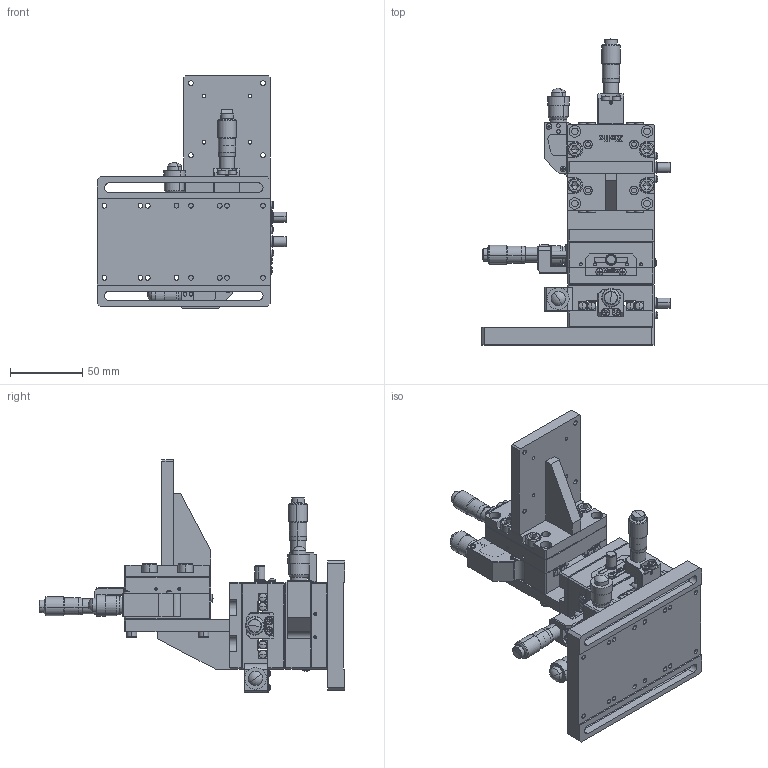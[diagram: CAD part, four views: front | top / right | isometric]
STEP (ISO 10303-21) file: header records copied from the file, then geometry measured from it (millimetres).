
FILE_DESCRIPTION (( 'STEP AP214' ), '1' );
FILE_NAME ('UFP3C-L.STEP', '2020-12-02T07:20:44', ( '' ), ( '' ), 'SwSTEP 2.0', 'SolidWorks 2017', '' );
FILE_SCHEMA (( 'AUTOMOTIVE_DESIGN' ));
Length unit declared in the file: millimetre
Products named in the file (1): UFP3C-L
Bounding box: 131.5 x 212.13 x 161 mm (x, y, z)
Surface area: 162328.3 mm2 (no closed solid volume)
Topology: 0 solids, 138 shells, 1319 faces, 5866 edges, 4534 vertices
Faces by surface type: plane 782, cylinder 289, cone 128, bspline 48, torus 40, sphere 32
Entity records: 75068 total; most frequent: CARTESIAN_POINT 12910, DIRECTION 9996, ORIENTED_EDGE 8354, EDGE_CURVE 5788, VERTEX_POINT 4534, VECTOR 3880, LINE 3880, AXIS2_PLACEMENT_3D 3058
